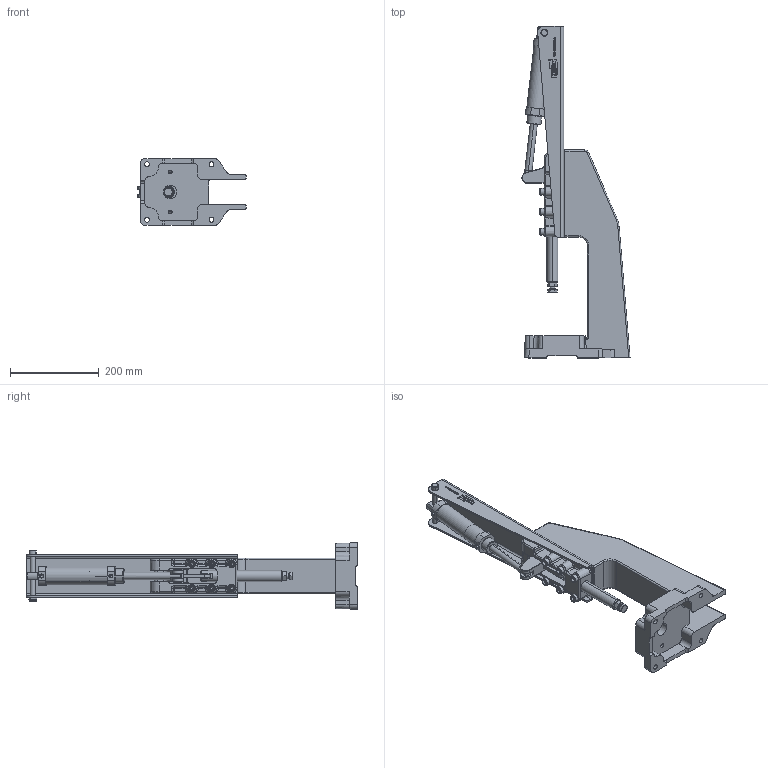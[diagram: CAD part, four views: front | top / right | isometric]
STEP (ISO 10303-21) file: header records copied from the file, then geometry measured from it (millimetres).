
FILE_DESCRIPTION (( 'STEP AP214' ), '1' );
FILE_NAME ('GH-32500PR-A(簡化).STEP', '2020-07-27T01:05:27', ( 'LinWei' ), ( '' ), 'SwSTEP 2.0', 'SolidWorks 2016', '' );
FILE_SCHEMA (( 'AUTOMOTIVE_DESIGN' ));
Length unit declared in the file: millimetre
Products named in the file (10): GH-32500HL-A(簡化); SDA serial cylinder A_SDA 40×100-1^GH-32500HL-A(簡化); 43250005-1^GH-32500HL-A(簡化); Group7^GH-32500HL-A(簡化); Group5^GH-32500HL-A(簡化); Group4^GH-32500HL-A(簡化); Group3^GH-32500HL-A(簡化); Group1^GH-32500HL-A(簡化); GH-32500MB(簡化); GH-32500PR-A(簡化)
Assembly tree (9 placements, depth 3):
  GH-32500PR-A(簡化)
    GH-32500MB(簡化)
    GH-32500HL-A(簡化)
      Group1^GH-32500HL-A(簡化)
      Group3^GH-32500HL-A(簡化)
      Group4^GH-32500HL-A(簡化)
      Group5^GH-32500HL-A(簡化)
      Group7^GH-32500HL-A(簡化)
      43250005-1^GH-32500HL-A(簡化)
      SDA serial cylinder A_SDA 40×100-1^GH-32500HL-A(簡化)
Bounding box: 243.24 x 747 x 149.79 mm (x, y, z)
Volume: 2863191.2 mm3; surface area: 647884.7 mm2
Topology: 8 solids, 8 shells, 1602 faces, 4065 edges, 2514 vertices
Faces by surface type: plane 746, cylinder 424, cone 207, bspline 163, torus 46, sphere 16
Entity records: 67146 total; most frequent: CARTESIAN_POINT 23354, ORIENTED_EDGE 8026, DIRECTION 7426, EDGE_CURVE 4013, AXIS2_PLACEMENT_3D 2558, VERTEX_POINT 2514, VECTOR 2310, LINE 2310
